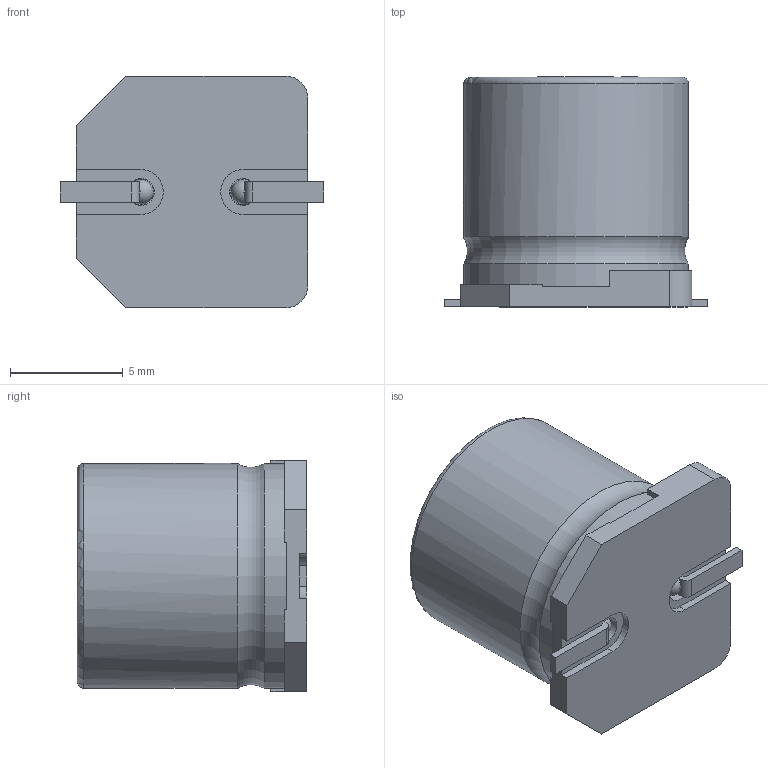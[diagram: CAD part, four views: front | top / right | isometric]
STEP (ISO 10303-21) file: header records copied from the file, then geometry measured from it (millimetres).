
FILE_DESCRIPTION(/* description */ (''),/* implementation_level */ '2;1');
FILE_NAME(/* name */ '標準品Φ10 SIZE CODE G.stp',/* time_stamp */ '2018-06-18T10:52:50+09:00',/* author */ ('HIDE'),/* organization */ (''),/* preprocessor_version */ 'ST-DEVELOPER v16.13',/* originating_system */ 'Autodesk Inventor 2018',/* authorisation */ '');
FILE_SCHEMA (('AUTOMOTIVE_DESIGN { 1 0 10303 214 3 1 1 }'));
Length unit declared in the file: millimetre
Products named in the file (4): 標準品Φ10 SIZE CODE G; 標準品ケースΦ10x9.3L SIDE CODE G; 標準品座版Φ10 SIZE CODE G; 標準品リード線Φ10 SIZE CODE G改
Assembly tree (4 placements, depth 2):
  標準品Φ10 SIZE CODE G
    標準品ケースΦ10x9.3L SIDE CODE G
    標準品座版Φ10 SIZE CODE G
    標準品リード線Φ10 SIZE CODE G改  x2
Bounding box: 11.7 x 10.2 x 10.3 mm (x, y, z)
Volume: 824 mm3; surface area: 739.6 mm2
Topology: 4 solids, 4 shells, 73 faces, 196 edges, 129 vertices
Faces by surface type: plane 50, cylinder 17, sphere 4, torus 2
Full cylindrical faces by diameter (mm): 1.1 x2, 1.2 x2, 10 x2
Entity records: 1960 total; most frequent: DIRECTION 317, CARTESIAN_POINT 311, ORIENTED_EDGE 290, EDGE_CURVE 145, LINE 107, VECTOR 107, AXIS2_PLACEMENT_3D 105, VERTEX_POINT 99
